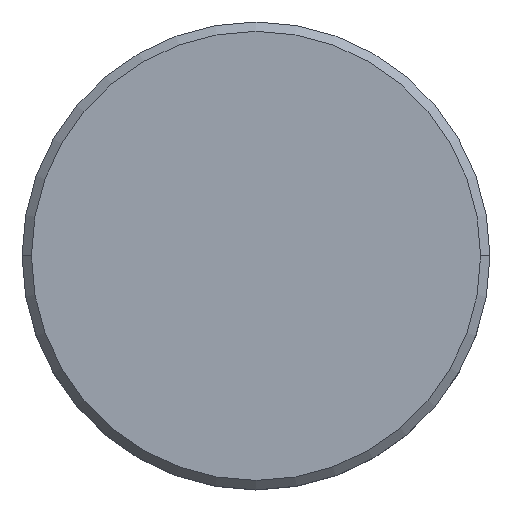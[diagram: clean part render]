
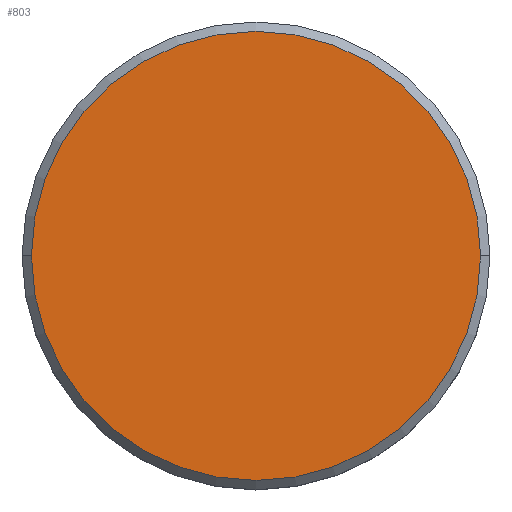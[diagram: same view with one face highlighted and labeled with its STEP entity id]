
A CAD part, top view. The second image highlights one B-rep face of the part: STEP entity #803.
In plain terms, the highlighted planar face has unit normal (0, 0, 1).
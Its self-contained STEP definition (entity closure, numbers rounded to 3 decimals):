
#25 = CIRCLE ( 'NONE', #1154, 12. ) ;
#88 = DIRECTION ( 'NONE',  ( 0., 0., 1. ) ) ;
#192 = DIRECTION ( 'NONE',  ( 1., 0., 0. ) ) ;
#275 = VERTEX_POINT ( 'NONE', #1143 ) ;
#302 = CARTESIAN_POINT ( 'NONE',  ( 0., 0., 0. ) ) ;
#310 = CARTESIAN_POINT ( 'NONE',  ( -12., 0., 0. ) ) ;
#363 = PLANE ( 'NONE',  #432 ) ;
#394 = ORIENTED_EDGE ( 'NONE', *, *, #638, .T. ) ;
#432 = AXIS2_PLACEMENT_3D ( 'NONE', #545, #88, #1099 ) ;
#504 = AXIS2_PLACEMENT_3D ( 'NONE', #982, #622, #973 ) ;
#545 = CARTESIAN_POINT ( 'NONE',  ( 0., 0., 0. ) ) ;
#622 = DIRECTION ( 'NONE',  ( 0., 0., 1. ) ) ;
#638 = EDGE_CURVE ( 'NONE', #275, #1025, #754, .T. ) ;
#754 = CIRCLE ( 'NONE', #504, 12. ) ;
#803 = ADVANCED_FACE ( 'NONE', ( #1173 ), #363, .T. ) ;
#838 = EDGE_LOOP ( 'NONE', ( #1141, #394 ) ) ;
#929 = DIRECTION ( 'NONE',  ( 0., 0., 1. ) ) ;
#964 = EDGE_CURVE ( 'NONE', #1025, #275, #25, .T. ) ;
#973 = DIRECTION ( 'NONE',  ( 1., 0., 0. ) ) ;
#982 = CARTESIAN_POINT ( 'NONE',  ( 0., 0., 0. ) ) ;
#1025 = VERTEX_POINT ( 'NONE', #310 ) ;
#1099 = DIRECTION ( 'NONE',  ( 1., 0., 0. ) ) ;
#1141 = ORIENTED_EDGE ( 'NONE', *, *, #964, .T. ) ;
#1143 = CARTESIAN_POINT ( 'NONE',  ( 12., 0., 0. ) ) ;
#1154 = AXIS2_PLACEMENT_3D ( 'NONE', #302, #929, #192 ) ;
#1173 = FACE_OUTER_BOUND ( 'NONE', #838, .T. ) ;
